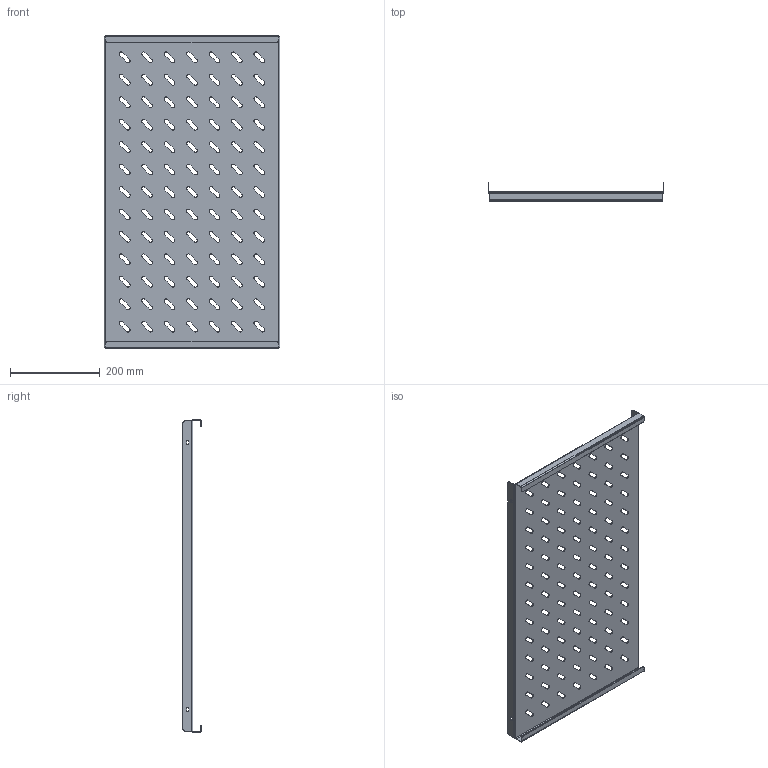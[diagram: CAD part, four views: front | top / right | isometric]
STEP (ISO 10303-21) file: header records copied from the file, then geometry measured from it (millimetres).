
FILE_DESCRIPTION (( 'STEP AP214' ), '1' );
FILE_NAME ('945.259.STEP', '2024-09-20T11:16:56', ( '' ), ( '' ), 'SwSTEP 2.0', 'SolidWorks 2021', '' );
FILE_SCHEMA (( 'AUTOMOTIVE_DESIGN' ));
Length unit declared in the file: millimetre
Products named in the file (1): 945.259
Bounding box: 392 x 41 x 697 mm (x, y, z)
Volume: 452538.9 mm3; surface area: 616723.7 mm2
Topology: 1 solids, 1 shells, 523 faces, 1535 edges, 1014 vertices
Faces by surface type: cylinder 301, plane 222
Entity records: 17981 total; most frequent: DIRECTION 3185, CARTESIAN_POINT 3073, ORIENTED_EDGE 3070, EDGE_CURVE 1535, AXIS2_PLACEMENT_3D 1126, VERTEX_POINT 1014, VECTOR 933, LINE 933
